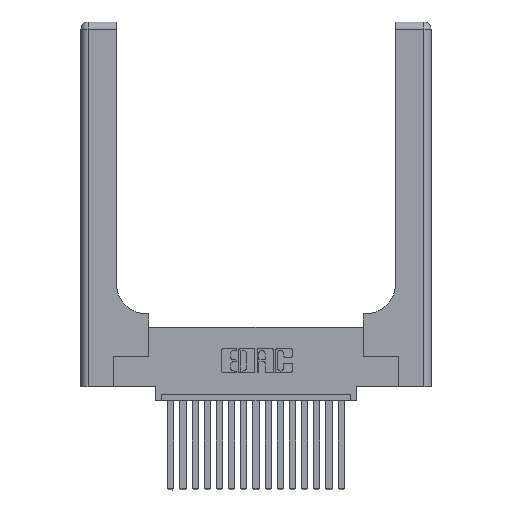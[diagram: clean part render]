
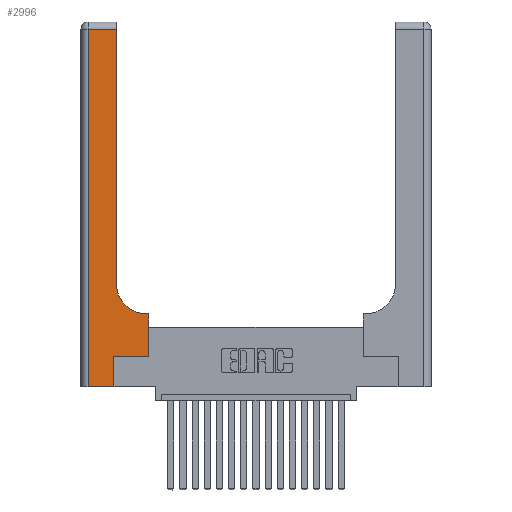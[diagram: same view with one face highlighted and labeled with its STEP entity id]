
A CAD part, top view. The second image highlights one B-rep face of the part: STEP entity #2996.
In plain terms, the highlighted planar face has unit normal (0, 0, 1).
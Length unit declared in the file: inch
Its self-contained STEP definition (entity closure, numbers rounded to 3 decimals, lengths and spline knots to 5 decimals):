
#246 = EDGE_LOOP ( 'NONE', ( #15528, #19382, #16157, #19137, #14492, #6244, #15280, #8585, #6869 ) ) ;
#866 = CARTESIAN_POINT ( 'NONE',  ( 0.5585, 0.25, 0.37 ) ) ;
#888 = VERTEX_POINT ( 'NONE', #12588 ) ;
#1047 = DIRECTION ( 'NONE',  ( -1., 0., 0. ) ) ;
#1086 = VERTEX_POINT ( 'NONE', #13903 ) ;
#1288 = LINE ( 'NONE', #19072, #18493 ) ;
#1393 = VECTOR ( 'NONE', #19121, 39.37008 ) ;
#1831 = CARTESIAN_POINT ( 'NONE',  ( 0.269, 0.25, 0.37 ) ) ;
#1948 = DIRECTION ( 'NONE',  ( 1., 0., 0. ) ) ;
#2276 = VERTEX_POINT ( 'NONE', #16574 ) ;
#2644 = EDGE_CURVE ( 'NONE', #888, #5399, #1288, .T. ) ;
#2877 = LINE ( 'NONE', #3583, #18162 ) ;
#2996 = ADVANCED_FACE ( 'NONE', ( #13908 ), #5727, .F. ) ;
#3583 = CARTESIAN_POINT ( 'NONE',  ( 0., 2.94, 0.37 ) ) ;
#5057 = CARTESIAN_POINT ( 'NONE',  ( 0.269, 0., 0.37 ) ) ;
#5284 = VERTEX_POINT ( 'NONE', #10123 ) ;
#5399 = VERTEX_POINT ( 'NONE', #5788 ) ;
#5587 = VERTEX_POINT ( 'NONE', #9192 ) ;
#5727 = PLANE ( 'NONE',  #17990 ) ;
#5788 = CARTESIAN_POINT ( 'NONE',  ( 0.06, 0., 0.37 ) ) ;
#5826 = VERTEX_POINT ( 'NONE', #18950 ) ;
#6101 = CARTESIAN_POINT ( 'NONE',  ( 0., 0., 0.37 ) ) ;
#6244 = ORIENTED_EDGE ( 'NONE', *, *, #11774, .T. ) ;
#6370 = DIRECTION ( 'NONE',  ( 0., 0., -1. ) ) ;
#6460 = EDGE_CURVE ( 'NONE', #7969, #5284, #11847, .T. ) ;
#6869 = ORIENTED_EDGE ( 'NONE', *, *, #11941, .T. ) ;
#7250 = LINE ( 'NONE', #6101, #11634 ) ;
#7357 = VERTEX_POINT ( 'NONE', #9811 ) ;
#7966 = DIRECTION ( 'NONE',  ( 1., 0., 0. ) ) ;
#7969 = VERTEX_POINT ( 'NONE', #14301 ) ;
#8585 = ORIENTED_EDGE ( 'NONE', *, *, #18159, .T. ) ;
#8646 = EDGE_CURVE ( 'NONE', #7357, #2276, #15801, .T. ) ;
#8885 = DIRECTION ( 'NONE',  ( 0., 0., -1. ) ) ;
#8932 = LINE ( 'NONE', #14868, #19607 ) ;
#8945 = CIRCLE ( 'NONE', #18260, 0.25 ) ;
#9192 = CARTESIAN_POINT ( 'NONE',  ( 0.269, 0., 0.37 ) ) ;
#9580 = DIRECTION ( 'NONE',  ( 0., -1., 0. ) ) ;
#9811 = CARTESIAN_POINT ( 'NONE',  ( 0.2915, 0.85, 0.37 ) ) ;
#10123 = CARTESIAN_POINT ( 'NONE',  ( 0.5585, 0.6, 0.37 ) ) ;
#10927 = VECTOR ( 'NONE', #1948, 39.37008 ) ;
#11223 = DIRECTION ( 'NONE',  ( -1., 0., 0. ) ) ;
#11348 = VECTOR ( 'NONE', #16033, 39.37008 ) ;
#11604 = LINE ( 'NONE', #5057, #11348 ) ;
#11634 = VECTOR ( 'NONE', #16941, 39.37008 ) ;
#11774 = EDGE_CURVE ( 'NONE', #1086, #7969, #19855, .T. ) ;
#11847 = LINE ( 'NONE', #866, #19345 ) ;
#11893 = CARTESIAN_POINT ( 'NONE',  ( 0., 3., 0.37 ) ) ;
#11941 = EDGE_CURVE ( 'NONE', #5826, #7357, #8945, .T. ) ;
#12588 = CARTESIAN_POINT ( 'NONE',  ( 0.06, 2.94, 0.37 ) ) ;
#13046 = EDGE_CURVE ( 'NONE', #5587, #1086, #11604, .T. ) ;
#13903 = CARTESIAN_POINT ( 'NONE',  ( 0.269, 0.25, 0.37 ) ) ;
#13908 = FACE_OUTER_BOUND ( 'NONE', #246, .T. ) ;
#14110 = CARTESIAN_POINT ( 'NONE',  ( 0.5415, 0.85, 0.37 ) ) ;
#14301 = CARTESIAN_POINT ( 'NONE',  ( 0.5585, 0.25, 0.37 ) ) ;
#14492 = ORIENTED_EDGE ( 'NONE', *, *, #13046, .T. ) ;
#14868 = CARTESIAN_POINT ( 'NONE',  ( 0.2915, 0.6, 0.37 ) ) ;
#14957 = DIRECTION ( 'NONE',  ( 0., 1., 0. ) ) ;
#15280 = ORIENTED_EDGE ( 'NONE', *, *, #6460, .T. ) ;
#15528 = ORIENTED_EDGE ( 'NONE', *, *, #8646, .T. ) ;
#15801 = LINE ( 'NONE', #16223, #1393 ) ;
#16033 = DIRECTION ( 'NONE',  ( 0., 1., 0. ) ) ;
#16157 = ORIENTED_EDGE ( 'NONE', *, *, #2644, .T. ) ;
#16223 = CARTESIAN_POINT ( 'NONE',  ( 0.2915, 3., 0.37 ) ) ;
#16351 = DIRECTION ( 'NONE',  ( -1., 0., 0. ) ) ;
#16574 = CARTESIAN_POINT ( 'NONE',  ( 0.2915, 2.94, 0.37 ) ) ;
#16941 = DIRECTION ( 'NONE',  ( 1., 0., 0. ) ) ;
#17990 = AXIS2_PLACEMENT_3D ( 'NONE', #11893, #8885, #1047 ) ;
#18102 = EDGE_CURVE ( 'NONE', #2276, #888, #2877, .T. ) ;
#18159 = EDGE_CURVE ( 'NONE', #5284, #5826, #8932, .T. ) ;
#18162 = VECTOR ( 'NONE', #11223, 39.37008 ) ;
#18260 = AXIS2_PLACEMENT_3D ( 'NONE', #14110, #6370, #7966 ) ;
#18282 = EDGE_CURVE ( 'NONE', #5399, #5587, #7250, .T. ) ;
#18493 = VECTOR ( 'NONE', #9580, 39.37008 ) ;
#18950 = CARTESIAN_POINT ( 'NONE',  ( 0.5415, 0.6, 0.37 ) ) ;
#19072 = CARTESIAN_POINT ( 'NONE',  ( 0.06, 3., 0.37 ) ) ;
#19121 = DIRECTION ( 'NONE',  ( 0., 1., 0. ) ) ;
#19137 = ORIENTED_EDGE ( 'NONE', *, *, #18282, .T. ) ;
#19345 = VECTOR ( 'NONE', #14957, 39.37008 ) ;
#19382 = ORIENTED_EDGE ( 'NONE', *, *, #18102, .T. ) ;
#19607 = VECTOR ( 'NONE', #16351, 39.37008 ) ;
#19855 = LINE ( 'NONE', #1831, #10927 ) ;
